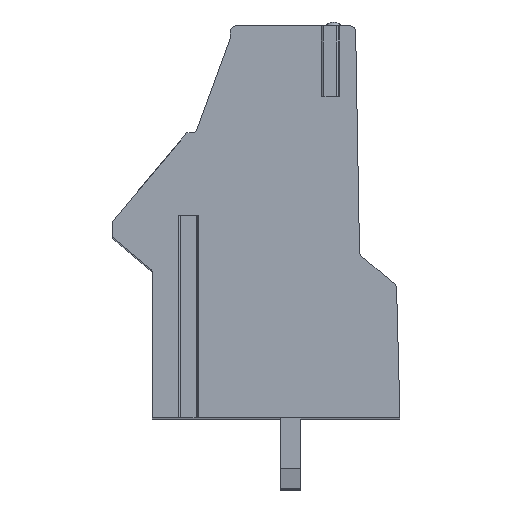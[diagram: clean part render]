
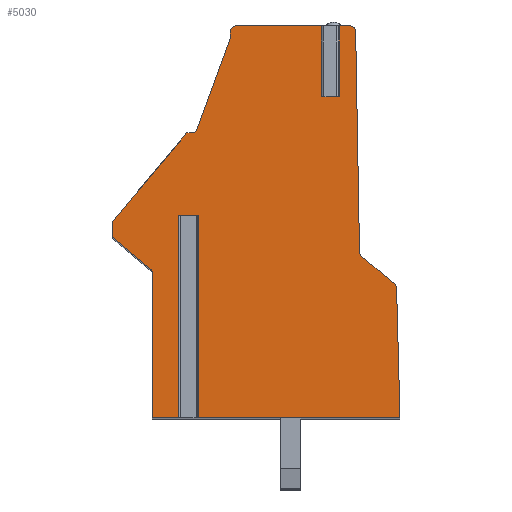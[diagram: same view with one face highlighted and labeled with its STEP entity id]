
A CAD part, top view. The second image highlights one B-rep face of the part: STEP entity #5030.
In plain terms, the highlighted planar face has unit normal (0, 0, 1).
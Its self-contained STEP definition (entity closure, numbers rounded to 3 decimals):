
#13=DIRECTION('',(-1.,0.,0.));
#14=VECTOR('',#13,0.55);
#15=CARTESIAN_POINT('',(3.708,6.127,38.1));
#16=LINE('',#15,#14);
#17=DIRECTION('',(0.,-1.,0.));
#18=VECTOR('',#17,3.5);
#19=CARTESIAN_POINT('',(3.708,9.627,38.1));
#20=LINE('',#19,#18);
#21=DIRECTION('',(-1.,0.,0.));
#22=VECTOR('',#21,0.682);
#23=CARTESIAN_POINT('',(4.39,9.627,38.1));
#24=LINE('',#23,#22);
#25=CARTESIAN_POINT('',(4.39,9.327,38.1));
#26=DIRECTION('',(0.,0.,1.));
#27=DIRECTION('',(1.,0.017,0.));
#28=AXIS2_PLACEMENT_3D('',#25,#26,#27);
#30=DIRECTION('',(-0.017,1.,0.));
#31=VECTOR('',#30,10.885);
#32=CARTESIAN_POINT('',(4.88,-1.552,38.1));
#33=LINE('',#32,#31);
#34=CARTESIAN_POINT('',(5.18,-1.546,38.1));
#35=DIRECTION('',(0.,0.,-1.));
#36=DIRECTION('',(-0.643,-0.766,0.));
#37=AXIS2_PLACEMENT_3D('',#34,#35,#36);
#39=DIRECTION('',(-0.766,0.643,0.));
#40=VECTOR('',#39,2.116);
#41=CARTESIAN_POINT('',(6.608,-3.137,38.1));
#42=LINE('',#41,#40);
#43=CARTESIAN_POINT('',(6.415,-3.366,38.1));
#44=DIRECTION('',(0.,0.,1.));
#45=DIRECTION('',(1.,0.029,0.));
#46=AXIS2_PLACEMENT_3D('',#43,#44,#45);
#48=DIRECTION('',(-0.026,1.,0.));
#49=VECTOR('',#48,6.418);
#50=CARTESIAN_POINT('',(6.883,-9.773,38.1));
#51=LINE('',#50,#49);
#52=DIRECTION('',(1.,0.,0.));
#53=VECTOR('',#52,9.952);
#54=CARTESIAN_POINT('',(-3.069,-9.773,38.1));
#55=LINE('',#54,#53);
#56=DIRECTION('',(0.,-1.,0.));
#57=VECTOR('',#56,10.);
#58=CARTESIAN_POINT('',(-3.069,0.227,38.1));
#59=LINE('',#58,#57);
#60=DIRECTION('',(-1.,0.,0.));
#61=VECTOR('',#60,0.996);
#62=CARTESIAN_POINT('',(-3.069,0.227,38.1));
#63=LINE('',#62,#61);
#64=DIRECTION('',(0.,-1.,0.));
#65=VECTOR('',#64,10.);
#66=CARTESIAN_POINT('',(-4.065,0.227,38.1));
#67=LINE('',#66,#65);
#68=DIRECTION('',(1.,0.,0.));
#69=VECTOR('',#68,1.302);
#70=CARTESIAN_POINT('',(-5.367,-9.773,38.1));
#71=LINE('',#70,#69);
#72=DIRECTION('',(0.,-1.,0.));
#73=VECTOR('',#72,7.198);
#74=CARTESIAN_POINT('',(-5.367,-2.576,38.1));
#75=LINE('',#74,#73);
#76=CARTESIAN_POINT('',(-5.567,-2.576,38.1));
#77=DIRECTION('',(0.,0.,-1.));
#78=DIRECTION('',(0.643,0.766,0.));
#79=AXIS2_PLACEMENT_3D('',#76,#77,#78);
#81=DIRECTION('',(0.766,-0.643,0.));
#82=VECTOR('',#81,2.424);
#83=CARTESIAN_POINT('',(-7.295,-0.864,38.1));
#84=LINE('',#83,#82);
#85=CARTESIAN_POINT('',(-7.167,-0.711,38.1));
#86=DIRECTION('',(0.,0.,1.));
#87=DIRECTION('',(-1.,0.,0.));
#88=AXIS2_PLACEMENT_3D('',#85,#86,#87);
#90=DIRECTION('',(0.,-1.,0.));
#91=VECTOR('',#90,0.52);
#92=CARTESIAN_POINT('',(-7.367,-0.191,38.1));
#93=LINE('',#92,#91);
#94=CARTESIAN_POINT('',(-7.067,-0.191,38.1));
#95=DIRECTION('',(0.,0.,1.));
#96=DIRECTION('',(-0.766,0.643,0.));
#97=AXIS2_PLACEMENT_3D('',#94,#95,#96);
#99=DIRECTION('',(-0.643,-0.766,0.));
#100=VECTOR('',#99,5.645);
#101=CARTESIAN_POINT('',(-3.668,4.327,38.1));
#102=LINE('',#101,#100);
#103=DIRECTION('',(-1.,0.,0.));
#104=VECTOR('',#103,0.236);
#105=CARTESIAN_POINT('',(-3.432,4.327,38.1));
#106=LINE('',#105,#104);
#107=CARTESIAN_POINT('',(-3.432,4.627,38.1));
#108=DIRECTION('',(0.,0.,-1.));
#109=DIRECTION('',(0.94,-0.342,0.));
#110=AXIS2_PLACEMENT_3D('',#107,#108,#109);
#112=DIRECTION('',(-0.342,-0.94,0.));
#113=VECTOR('',#112,4.782);
#114=CARTESIAN_POINT('',(-1.515,9.018,38.1));
#115=LINE('',#114,#113);
#116=DIRECTION('',(0.,-1.,0.));
#117=VECTOR('',#116,0.309);
#118=CARTESIAN_POINT('',(-1.515,9.327,38.1));
#119=LINE('',#118,#117);
#120=CARTESIAN_POINT('',(-1.215,9.327,38.1));
#121=DIRECTION('',(0.,0.,1.));
#122=DIRECTION('',(0.,1.,0.));
#123=AXIS2_PLACEMENT_3D('',#120,#121,#122);
#125=DIRECTION('',(-1.,0.,0.));
#126=VECTOR('',#125,4.373);
#127=CARTESIAN_POINT('',(3.158,9.627,38.1));
#128=LINE('',#127,#126);
#129=DIRECTION('',(0.,-1.,0.));
#130=VECTOR('',#129,3.5);
#131=CARTESIAN_POINT('',(3.158,9.627,38.1));
#132=LINE('',#131,#130);
#3905=CARTESIAN_POINT('',(6.883,-9.773,38.1));
#3906=CARTESIAN_POINT('',(6.715,-3.358,38.1));
#3907=VERTEX_POINT('',#3905);
#3908=VERTEX_POINT('',#3906);
#3909=CARTESIAN_POINT('',(6.608,-3.137,38.1));
#3910=VERTEX_POINT('',#3909);
#3911=CARTESIAN_POINT('',(4.987,-1.776,38.1));
#3912=VERTEX_POINT('',#3911);
#3913=CARTESIAN_POINT('',(4.88,-1.552,38.1));
#3914=VERTEX_POINT('',#3913);
#3915=CARTESIAN_POINT('',(4.69,9.332,38.1));
#3916=VERTEX_POINT('',#3915);
#3917=CARTESIAN_POINT('',(4.39,9.627,38.1));
#3918=VERTEX_POINT('',#3917);
#3919=CARTESIAN_POINT('',(-1.215,9.627,38.1));
#3920=CARTESIAN_POINT('',(-1.515,9.327,38.1));
#3921=VERTEX_POINT('',#3919);
#3922=VERTEX_POINT('',#3920);
#3923=CARTESIAN_POINT('',(-1.515,9.018,38.1));
#3924=VERTEX_POINT('',#3923);
#3925=CARTESIAN_POINT('',(-3.15,4.524,38.1));
#3926=VERTEX_POINT('',#3925);
#3927=CARTESIAN_POINT('',(-3.432,4.327,38.1));
#3928=VERTEX_POINT('',#3927);
#3929=CARTESIAN_POINT('',(-3.668,4.327,38.1));
#3930=VERTEX_POINT('',#3929);
#3931=CARTESIAN_POINT('',(-7.297,0.002,38.1));
#3932=VERTEX_POINT('',#3931);
#3933=CARTESIAN_POINT('',(-7.367,-0.191,38.1));
#3934=VERTEX_POINT('',#3933);
#3935=CARTESIAN_POINT('',(-7.367,-0.711,38.1));
#3936=VERTEX_POINT('',#3935);
#3937=CARTESIAN_POINT('',(-7.295,-0.864,38.1));
#3938=VERTEX_POINT('',#3937);
#3939=CARTESIAN_POINT('',(-5.438,-2.422,38.1));
#3940=VERTEX_POINT('',#3939);
#3941=CARTESIAN_POINT('',(-5.367,-2.576,38.1));
#3942=VERTEX_POINT('',#3941);
#3943=CARTESIAN_POINT('',(-5.367,-9.773,38.1));
#3944=VERTEX_POINT('',#3943);
#4045=CARTESIAN_POINT('',(-3.069,0.227,38.1));
#4046=CARTESIAN_POINT('',(-4.065,0.227,38.1));
#4047=VERTEX_POINT('',#4045);
#4048=VERTEX_POINT('',#4046);
#4049=CARTESIAN_POINT('',(-3.069,-9.773,38.1));
#4050=VERTEX_POINT('',#4049);
#4051=CARTESIAN_POINT('',(-4.065,-9.773,38.1));
#4052=VERTEX_POINT('',#4051);
#4089=CARTESIAN_POINT('',(3.708,6.127,38.1));
#4090=CARTESIAN_POINT('',(3.158,6.127,38.1));
#4091=VERTEX_POINT('',#4089);
#4092=VERTEX_POINT('',#4090);
#4093=CARTESIAN_POINT('',(3.158,9.627,38.1));
#4094=VERTEX_POINT('',#4093);
#4095=CARTESIAN_POINT('',(3.708,9.627,38.1));
#4096=VERTEX_POINT('',#4095);
#4967=CARTESIAN_POINT('',(0.,0.,38.1));
#4968=DIRECTION('',(0.,0.,1.));
#4969=DIRECTION('',(1.,0.,0.));
#4970=AXIS2_PLACEMENT_3D('',#4967,#4968,#4969);
#4971=PLANE('',#4970);
#4973=ORIENTED_EDGE('',*,*,#4972,.F.);
#4975=ORIENTED_EDGE('',*,*,#4974,.F.);
#4977=ORIENTED_EDGE('',*,*,#4976,.F.);
#4979=ORIENTED_EDGE('',*,*,#4978,.F.);
#4981=ORIENTED_EDGE('',*,*,#4980,.F.);
#4983=ORIENTED_EDGE('',*,*,#4982,.F.);
#4985=ORIENTED_EDGE('',*,*,#4984,.F.);
#4987=ORIENTED_EDGE('',*,*,#4986,.F.);
#4989=ORIENTED_EDGE('',*,*,#4988,.F.);
#4991=ORIENTED_EDGE('',*,*,#4990,.F.);
#4993=ORIENTED_EDGE('',*,*,#4992,.F.);
#4995=ORIENTED_EDGE('',*,*,#4994,.T.);
#4997=ORIENTED_EDGE('',*,*,#4996,.T.);
#4999=ORIENTED_EDGE('',*,*,#4998,.F.);
#5001=ORIENTED_EDGE('',*,*,#5000,.F.);
#5003=ORIENTED_EDGE('',*,*,#5002,.F.);
#5005=ORIENTED_EDGE('',*,*,#5004,.F.);
#5007=ORIENTED_EDGE('',*,*,#5006,.F.);
#5009=ORIENTED_EDGE('',*,*,#5008,.F.);
#5011=ORIENTED_EDGE('',*,*,#5010,.F.);
#5013=ORIENTED_EDGE('',*,*,#5012,.F.);
#5015=ORIENTED_EDGE('',*,*,#5014,.F.);
#5017=ORIENTED_EDGE('',*,*,#5016,.F.);
#5019=ORIENTED_EDGE('',*,*,#5018,.F.);
#5021=ORIENTED_EDGE('',*,*,#5020,.F.);
#5023=ORIENTED_EDGE('',*,*,#5022,.F.);
#5025=ORIENTED_EDGE('',*,*,#5024,.F.);
#5027=ORIENTED_EDGE('',*,*,#5026,.T.);
#5028=EDGE_LOOP('',(#4973,#4975,#4977,#4979,#4981,#4983,#4985,#4987,#4989,#4991,
#4993,#4995,#4997,#4999,#5001,#5003,#5005,#5007,#5009,#5011,#5013,#5015,#5017,
#5019,#5021,#5023,#5025,#5027));
#5029=FACE_OUTER_BOUND('',#5028,.F.);
#29=CIRCLE('',#28,0.3);
#38=CIRCLE('',#37,0.3);
#47=CIRCLE('',#46,0.3);
#80=CIRCLE('',#79,0.2);
#89=CIRCLE('',#88,0.2);
#98=CIRCLE('',#97,0.3);
#111=CIRCLE('',#110,0.3);
#124=CIRCLE('',#123,0.3);
#4972=EDGE_CURVE('',#4091,#4092,#16,.T.);
#4974=EDGE_CURVE('',#4096,#4091,#20,.T.);
#4976=EDGE_CURVE('',#3918,#4096,#24,.T.);
#4978=EDGE_CURVE('',#3916,#3918,#29,.T.);
#4980=EDGE_CURVE('',#3914,#3916,#33,.T.);
#4982=EDGE_CURVE('',#3912,#3914,#38,.T.);
#4984=EDGE_CURVE('',#3910,#3912,#42,.T.);
#4986=EDGE_CURVE('',#3908,#3910,#47,.T.);
#4988=EDGE_CURVE('',#3907,#3908,#51,.T.);
#4990=EDGE_CURVE('',#4050,#3907,#55,.T.);
#4992=EDGE_CURVE('',#4047,#4050,#59,.T.);
#4994=EDGE_CURVE('',#4047,#4048,#63,.T.);
#4996=EDGE_CURVE('',#4048,#4052,#67,.T.);
#4998=EDGE_CURVE('',#3944,#4052,#71,.T.);
#5000=EDGE_CURVE('',#3942,#3944,#75,.T.);
#5002=EDGE_CURVE('',#3940,#3942,#80,.T.);
#5004=EDGE_CURVE('',#3938,#3940,#84,.T.);
#5006=EDGE_CURVE('',#3936,#3938,#89,.T.);
#5008=EDGE_CURVE('',#3934,#3936,#93,.T.);
#5010=EDGE_CURVE('',#3932,#3934,#98,.T.);
#5012=EDGE_CURVE('',#3930,#3932,#102,.T.);
#5014=EDGE_CURVE('',#3928,#3930,#106,.T.);
#5016=EDGE_CURVE('',#3926,#3928,#111,.T.);
#5018=EDGE_CURVE('',#3924,#3926,#115,.T.);
#5020=EDGE_CURVE('',#3922,#3924,#119,.T.);
#5022=EDGE_CURVE('',#3921,#3922,#124,.T.);
#5024=EDGE_CURVE('',#4094,#3921,#128,.T.);
#5026=EDGE_CURVE('',#4094,#4092,#132,.T.);
#5030=ADVANCED_FACE('',(#5029),#4971,.T.);
